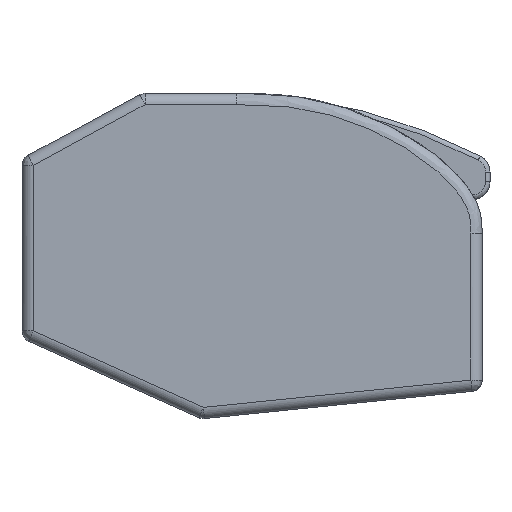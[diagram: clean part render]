
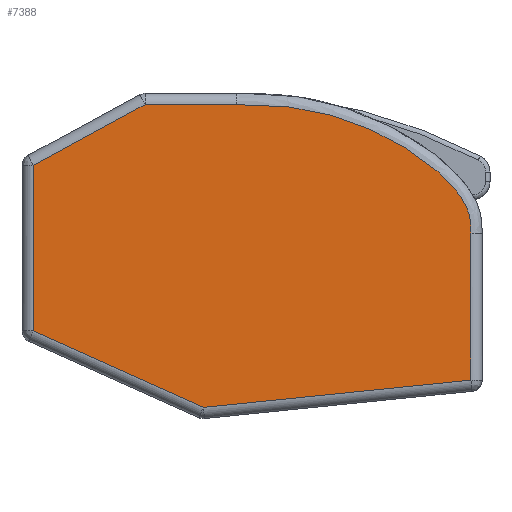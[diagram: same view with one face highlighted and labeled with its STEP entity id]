
A CAD part, left-side view. The second image highlights one B-rep face of the part: STEP entity #7388.
In plain terms, the highlighted free-form (B-spline) face has degree [1, 1] with [2, 2] control points.
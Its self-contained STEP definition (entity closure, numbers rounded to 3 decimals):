
#7306 = VERTEX_POINT('',#7307);
#7307 = CARTESIAN_POINT('',(0.,0.512,
    0.463));
#7313 = EDGE_CURVE('',#7306,#7314,#7316,.T.);
#7314 = VERTEX_POINT('',#7315);
#7315 = CARTESIAN_POINT('',(0.,12.717,
    -0.78));
#7316 = B_SPLINE_CURVE_WITH_KNOTS('',1,(#7317,#7318),.UNSPECIFIED.,.F.,
  .F.,(2,2),(-8.031,3.948),.PIECEWISE_BEZIER_KNOTS.);
#7317 = CARTESIAN_POINT('',(0.,0.512,0.463));
#7318 = CARTESIAN_POINT('',(0.,12.717,-0.78));
#7388 = ADVANCED_FACE('',(#7389),#7460,.F.);
#7389 = FACE_BOUND('',#7390,.T.);
#7390 = EDGE_LOOP('',(#7391,#7428,#7435,#7442,#7449,#7454,#7455));
#7391 = ORIENTED_EDGE('',*,*,#7392,.F.);
#7392 = EDGE_CURVE('',#7393,#7395,#7397,.T.);
#7393 = VERTEX_POINT('',#7394);
#7394 = CARTESIAN_POINT('',(0.,11.199,
    13.034));
#7395 = VERTEX_POINT('',#7396);
#7396 = CARTESIAN_POINT('',(0.,0.512,7.169));
#7397 = B_SPLINE_CURVE_WITH_KNOTS('',5,(#7398,#7399,#7400,#7401,#7402,
    #7403,#7404,#7405,#7406,#7407,#7408,#7409,#7410,#7411,#7412,#7413,
    #7414,#7415,#7416,#7417,#7418,#7419,#7420,#7421,#7422,#7423,#7424,
    #7425,#7426,#7427),.UNSPECIFIED.,.F.,.F.,(6,3,3,3,3,3,3,3,3,6),(0.,
    0.007,0.032,0.064,
    0.14,0.22,0.46,0.713,
    0.853,1.),.UNSPECIFIED.);
#7398 = CARTESIAN_POINT('',(0.,11.199,
    13.034));
#7399 = CARTESIAN_POINT('',(0.,11.181,
    13.034));
#7400 = CARTESIAN_POINT('',(0.,11.164,
    13.034));
#7401 = CARTESIAN_POINT('',(0.,11.147,
    13.034));
#7402 = CARTESIAN_POINT('',(0.,11.055,
    13.034));
#7403 = CARTESIAN_POINT('',(0.,10.963,
    13.034));
#7404 = CARTESIAN_POINT('',(0.,10.891,
    13.034));
#7405 = CARTESIAN_POINT('',(0.,10.728,
    13.033));
#7406 = CARTESIAN_POINT('',(0.,10.564,
    13.032));
#7407 = CARTESIAN_POINT('',(0.,10.473,
    13.031));
#7408 = CARTESIAN_POINT('',(0.,10.164,
    13.026));
#7409 = CARTESIAN_POINT('',(0.,9.855,
    13.015));
#7410 = CARTESIAN_POINT('',(0.,9.637,
    13.005));
#7411 = CARTESIAN_POINT('',(0.,9.191,
    12.974));
#7412 = CARTESIAN_POINT('',(0.,8.743,
    12.925));
#7413 = CARTESIAN_POINT('',(0.,8.514,
    12.895));
#7414 = CARTESIAN_POINT('',(0.,7.594,
    12.751));
#7415 = CARTESIAN_POINT('',(0.,6.675,
    12.518));
#7416 = CARTESIAN_POINT('',(0.,5.993,
    12.29));
#7417 = CARTESIAN_POINT('',(0.,4.623,
    11.733));
#7418 = CARTESIAN_POINT('',(0.,3.356,
    11.006));
#7419 = CARTESIAN_POINT('',(0.,2.743,
    10.597));
#7420 = CARTESIAN_POINT('',(0.,1.869,
    9.903));
#7421 = CARTESIAN_POINT('',(0.,1.209,
    9.167));
#7422 = CARTESIAN_POINT('',(0.,1.007,
    8.901));
#7423 = CARTESIAN_POINT('',(0.,0.683,
    8.372));
#7424 = CARTESIAN_POINT('',(0.,0.542,
    7.892));
#7425 = CARTESIAN_POINT('',(0.,0.513,
    7.67));
#7426 = CARTESIAN_POINT('',(0.,0.512,
    7.434));
#7427 = CARTESIAN_POINT('',(0.,0.512,7.169));
#7428 = ORIENTED_EDGE('',*,*,#7429,.F.);
#7429 = EDGE_CURVE('',#7430,#7393,#7432,.T.);
#7430 = VERTEX_POINT('',#7431);
#7431 = CARTESIAN_POINT('',(0.,15.381,
    13.034));
#7432 = B_SPLINE_CURVE_WITH_KNOTS('',1,(#7433,#7434),.UNSPECIFIED.,.F.,
  .F.,(2,2),(-15.019,-10.935),.PIECEWISE_BEZIER_KNOTS.);
#7433 = CARTESIAN_POINT('',(0.,15.381,13.034));
#7434 = CARTESIAN_POINT('',(0.,11.199,13.034));
#7435 = ORIENTED_EDGE('',*,*,#7436,.F.);
#7436 = EDGE_CURVE('',#7437,#7430,#7439,.T.);
#7437 = VERTEX_POINT('',#7438);
#7438 = CARTESIAN_POINT('',(0.,20.482,
    10.264));
#7439 = B_SPLINE_CURVE_WITH_KNOTS('',1,(#7440,#7441),.UNSPECIFIED.,.F.,
  .F.,(2,2),(0.,5.668),
  .PIECEWISE_BEZIER_KNOTS.);
#7440 = CARTESIAN_POINT('',(0.,20.482,10.264));
#7441 = CARTESIAN_POINT('',(0.,15.381,13.034));
#7442 = ORIENTED_EDGE('',*,*,#7443,.F.);
#7443 = EDGE_CURVE('',#7444,#7437,#7446,.T.);
#7444 = VERTEX_POINT('',#7445);
#7445 = CARTESIAN_POINT('',(0.,20.482,2.707));
#7446 = B_SPLINE_CURVE_WITH_KNOTS('',1,(#7447,#7448),.UNSPECIFIED.,.F.,
  .F.,(2,2),(2.644,10.023),.PIECEWISE_BEZIER_KNOTS.);
#7447 = CARTESIAN_POINT('',(0.,20.482,2.707));
#7448 = CARTESIAN_POINT('',(0.,20.482,10.264));
#7449 = ORIENTED_EDGE('',*,*,#7450,.F.);
#7450 = EDGE_CURVE('',#7314,#7444,#7451,.T.);
#7451 = B_SPLINE_CURVE_WITH_KNOTS('',1,(#7452,#7453),.UNSPECIFIED.,.F.,
  .F.,(2,2),(0.,8.312),
  .PIECEWISE_BEZIER_KNOTS.);
#7452 = CARTESIAN_POINT('',(0.,12.717,-0.78));
#7453 = CARTESIAN_POINT('',(0.,20.482,2.707));
#7454 = ORIENTED_EDGE('',*,*,#7313,.F.);
#7455 = ORIENTED_EDGE('',*,*,#7456,.F.);
#7456 = EDGE_CURVE('',#7395,#7306,#7457,.T.);
#7457 = B_SPLINE_CURVE_WITH_KNOTS('',1,(#7458,#7459),.UNSPECIFIED.,.F.,
  .F.,(2,2),(-7.,-0.452),.PIECEWISE_BEZIER_KNOTS.);
#7458 = CARTESIAN_POINT('',(0.,0.512,7.169));
#7459 = CARTESIAN_POINT('',(0.,0.512,0.463));
#7460 = B_SPLINE_SURFACE_WITH_KNOTS('',1,1,(
    (#7461,#7462)
    ,(#7463,#7464
    )),.UNSPECIFIED.,.F.,.F.,.F.,(2,2),(2,2),(-12.727,
    0.762),(0.5,20.),.PIECEWISE_BEZIER_KNOTS.);
#7461 = CARTESIAN_POINT('',(0.,0.512,13.034));
#7462 = CARTESIAN_POINT('',(0.,20.482,13.034));
#7463 = CARTESIAN_POINT('',(0.,0.512,-0.78));
#7464 = CARTESIAN_POINT('',(0.,20.482,-0.78));
